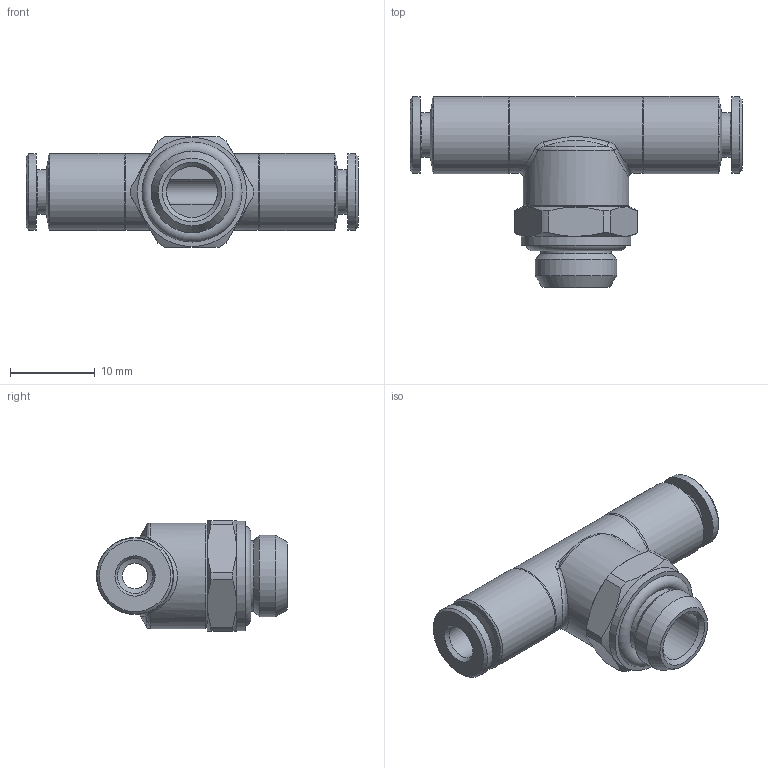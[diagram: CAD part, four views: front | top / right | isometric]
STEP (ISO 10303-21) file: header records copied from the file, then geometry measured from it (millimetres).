
FILE_DESCRIPTION(( 'MA.21.04.18.stp' ), '1');
FILE_NAME( 'MA.21.04.18.stp', '2019-06-19T15:00:13',( 'Sopra'),('sopra-pneumatic.com'), 'SwSTEP 2.0','SolidWorks 2009','' );
FILE_SCHEMA( ( 'CONFIG_CONTROL_DESIGN' ) );
Length unit declared in the file: millimetre
Products named in the file (1): NONE
Bounding box: 39.2 x 22.55 x 13 mm (x, y, z)
Volume: 3095.1 mm3; surface area: 2729.5 mm2
Topology: 1 solids, 1 shells, 72 faces, 164 edges, 101 vertices
Faces by surface type: cylinder 21, cone 20, plane 18, bspline 8, torus 5
Full cylindrical faces by diameter (mm): 3 x1, 4.15 x2, 5.2 x2, 6 x1, 8.3 x1, 9 x3, 9.1 x2, 9.6 x1, 12.5 x1, 12.9 x1
Entity records: 2353 total; most frequent: CARTESIAN_POINT 922, DIRECTION 284, ORIENTED_EDGE 240, AXIS2_PLACEMENT_3D 135, EDGE_LOOP 120, EDGE_CURVE 120, VERTEX_POINT 94, FACE_OUTER_BOUND 90
